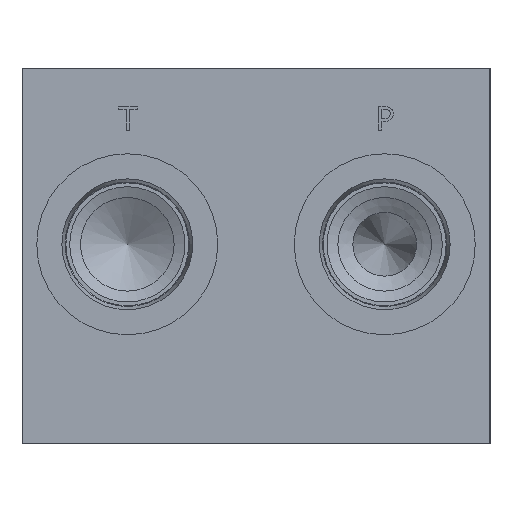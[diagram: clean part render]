
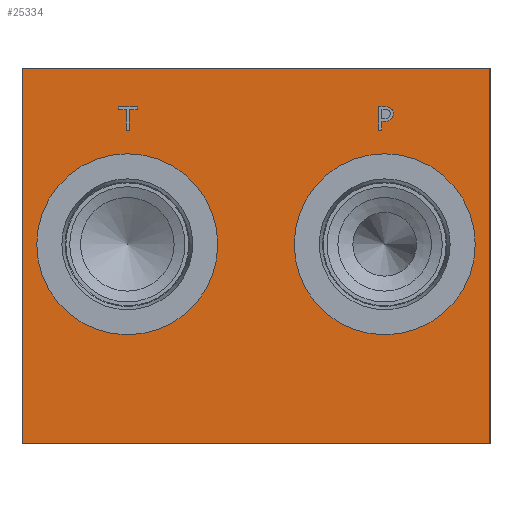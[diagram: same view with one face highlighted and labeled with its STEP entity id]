
A CAD part, left-side view. The second image highlights one B-rep face of the part: STEP entity #25334.
In plain terms, the highlighted planar face has unit normal (-1, 0, 0).
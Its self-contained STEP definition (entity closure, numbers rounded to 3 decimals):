
#674=FACE_BOUND('',#4773,.T.);
#675=FACE_BOUND('',#4774,.T.);
#676=FACE_BOUND('',#4775,.T.);
#677=FACE_BOUND('',#4776,.T.);
#1360=PLANE('',#26368);
#3316=FACE_OUTER_BOUND('',#4772,.T.);
#4772=EDGE_LOOP('',(#22278,#22279,#22280,#22281));
#4773=EDGE_LOOP('',(#22282,#22283));
#4774=EDGE_LOOP('',(#22284,#22285));
#4775=EDGE_LOOP('',(#22286,#22287,#22288,#22289,#22290,#22291,#22292,#22293));
#4776=EDGE_LOOP('',(#22294,#22295,#22296,#22297,#22298,#22299,#22300,#22301,
#22302));
#6015=B_SPLINE_CURVE_WITH_KNOTS('',2,(#42898,#42899,#42900,#42901),
 .UNSPECIFIED.,.F.,.F.,(3,1,3),(0.,1.,2.),.UNSPECIFIED.);
#6017=B_SPLINE_CURVE_WITH_KNOTS('',2,(#42919,#42920,#42921,#42922),
 .UNSPECIFIED.,.F.,.F.,(3,1,3),(0.,1.,2.),.UNSPECIFIED.);
#6019=B_SPLINE_CURVE_WITH_KNOTS('',2,(#42968,#42969,#42970,#42971),
 .UNSPECIFIED.,.F.,.F.,(3,1,3),(0.,1.,2.),.UNSPECIFIED.);
#6021=B_SPLINE_CURVE_WITH_KNOTS('',2,(#42986,#42987,#42988,#42989),
 .UNSPECIFIED.,.F.,.F.,(3,1,3),(0.,1.,2.),.UNSPECIFIED.);
#6091=CIRCLE('',#26369,24.562);
#6092=CIRCLE('',#26370,24.562);
#6093=CIRCLE('',#26371,24.562);
#6094=CIRCLE('',#26372,24.562);
#6708=LINE('',#32826,#8893);
#6885=LINE('',#34064,#9070);
#7184=LINE('',#35654,#9369);
#8507=LINE('',#42931,#10692);
#8510=LINE('',#42937,#10695);
#8513=LINE('',#42943,#10698);
#8516=LINE('',#42949,#10701);
#8519=LINE('',#42955,#10704);
#8523=LINE('',#42996,#10708);
#8524=LINE('',#43007,#10709);
#8525=LINE('',#43009,#10710);
#8526=LINE('',#43011,#10711);
#8527=LINE('',#43013,#10712);
#8528=LINE('',#43015,#10713);
#8529=LINE('',#43017,#10714);
#8530=LINE('',#43019,#10715);
#8531=LINE('',#43020,#10716);
#8893=VECTOR('',#27409,10.);
#9070=VECTOR('',#27708,10.);
#9369=VECTOR('',#28071,10.);
#10692=VECTOR('',#30424,10.);
#10695=VECTOR('',#30429,10.);
#10698=VECTOR('',#30434,10.);
#10701=VECTOR('',#30439,10.);
#10704=VECTOR('',#30444,10.);
#10708=VECTOR('',#30452,10.);
#10709=VECTOR('',#30461,10.);
#10710=VECTOR('',#30462,10.);
#10711=VECTOR('',#30463,10.);
#10712=VECTOR('',#30464,10.);
#10713=VECTOR('',#30465,10.);
#10714=VECTOR('',#30466,10.);
#10715=VECTOR('',#30467,10.);
#10716=VECTOR('',#30468,10.);
#11068=VERTEX_POINT('',#32822);
#11070=VERTEX_POINT('',#32825);
#11310=VERTEX_POINT('',#34062);
#11761=VERTEX_POINT('',#35653);
#12810=VERTEX_POINT('',#42896);
#12811=VERTEX_POINT('',#42897);
#12814=VERTEX_POINT('',#42918);
#12816=VERTEX_POINT('',#42930);
#12818=VERTEX_POINT('',#42936);
#12820=VERTEX_POINT('',#42942);
#12822=VERTEX_POINT('',#42948);
#12824=VERTEX_POINT('',#42954);
#12826=VERTEX_POINT('',#42967);
#12828=VERTEX_POINT('',#42997);
#12829=VERTEX_POINT('',#42998);
#12830=VERTEX_POINT('',#43001);
#12831=VERTEX_POINT('',#43002);
#12832=VERTEX_POINT('',#43005);
#12833=VERTEX_POINT('',#43006);
#12834=VERTEX_POINT('',#43008);
#12835=VERTEX_POINT('',#43010);
#12836=VERTEX_POINT('',#43012);
#12837=VERTEX_POINT('',#43014);
#12838=VERTEX_POINT('',#43016);
#12839=VERTEX_POINT('',#43018);
#13530=EDGE_CURVE('',#11070,#11068,#6708,.T.);
#13841=EDGE_CURVE('',#11068,#11310,#6885,.T.);
#14324=EDGE_CURVE('',#11070,#11761,#7184,.T.);
#16116=EDGE_CURVE('',#12810,#12811,#6015,.T.);
#16120=EDGE_CURVE('',#12814,#12810,#6017,.T.);
#16123=EDGE_CURVE('',#12816,#12814,#8507,.T.);
#16126=EDGE_CURVE('',#12818,#12816,#8510,.T.);
#16129=EDGE_CURVE('',#12820,#12818,#8513,.T.);
#16132=EDGE_CURVE('',#12822,#12820,#8516,.T.);
#16135=EDGE_CURVE('',#12824,#12822,#8519,.T.);
#16138=EDGE_CURVE('',#12826,#12824,#6019,.T.);
#16141=EDGE_CURVE('',#12811,#12826,#6021,.T.);
#16143=EDGE_CURVE('',#11761,#11310,#8523,.T.);
#16144=EDGE_CURVE('',#12828,#12829,#6091,.T.);
#16145=EDGE_CURVE('',#12829,#12828,#6092,.T.);
#16146=EDGE_CURVE('',#12830,#12831,#6093,.T.);
#16147=EDGE_CURVE('',#12831,#12830,#6094,.T.);
#16148=EDGE_CURVE('',#12832,#12833,#8524,.T.);
#16149=EDGE_CURVE('',#12833,#12834,#8525,.T.);
#16150=EDGE_CURVE('',#12834,#12835,#8526,.T.);
#16151=EDGE_CURVE('',#12835,#12836,#8527,.T.);
#16152=EDGE_CURVE('',#12836,#12837,#8528,.T.);
#16153=EDGE_CURVE('',#12837,#12838,#8529,.T.);
#16154=EDGE_CURVE('',#12838,#12839,#8530,.T.);
#16155=EDGE_CURVE('',#12839,#12832,#8531,.T.);
#22278=ORIENTED_EDGE('',*,*,#13530,.T.);
#22279=ORIENTED_EDGE('',*,*,#13841,.T.);
#22280=ORIENTED_EDGE('',*,*,#16143,.F.);
#22281=ORIENTED_EDGE('',*,*,#14324,.F.);
#22282=ORIENTED_EDGE('',*,*,#16144,.T.);
#22283=ORIENTED_EDGE('',*,*,#16145,.T.);
#22284=ORIENTED_EDGE('',*,*,#16146,.T.);
#22285=ORIENTED_EDGE('',*,*,#16147,.T.);
#22286=ORIENTED_EDGE('',*,*,#16148,.T.);
#22287=ORIENTED_EDGE('',*,*,#16149,.T.);
#22288=ORIENTED_EDGE('',*,*,#16150,.T.);
#22289=ORIENTED_EDGE('',*,*,#16151,.T.);
#22290=ORIENTED_EDGE('',*,*,#16152,.T.);
#22291=ORIENTED_EDGE('',*,*,#16153,.T.);
#22292=ORIENTED_EDGE('',*,*,#16154,.T.);
#22293=ORIENTED_EDGE('',*,*,#16155,.T.);
#22294=ORIENTED_EDGE('',*,*,#16116,.T.);
#22295=ORIENTED_EDGE('',*,*,#16141,.T.);
#22296=ORIENTED_EDGE('',*,*,#16138,.T.);
#22297=ORIENTED_EDGE('',*,*,#16135,.T.);
#22298=ORIENTED_EDGE('',*,*,#16132,.T.);
#22299=ORIENTED_EDGE('',*,*,#16129,.T.);
#22300=ORIENTED_EDGE('',*,*,#16126,.T.);
#22301=ORIENTED_EDGE('',*,*,#16123,.T.);
#22302=ORIENTED_EDGE('',*,*,#16120,.T.);
#25334=ADVANCED_FACE('',(#3316,#674,#675,#676,#677),#1360,.T.);
#26368=AXIS2_PLACEMENT_3D('',#42995,#30450,#30451);
#26369=AXIS2_PLACEMENT_3D('',#42999,#30453,#30454);
#26370=AXIS2_PLACEMENT_3D('',#43000,#30455,#30456);
#26371=AXIS2_PLACEMENT_3D('',#43003,#30457,#30458);
#26372=AXIS2_PLACEMENT_3D('',#43004,#30459,#30460);
#27409=DIRECTION('',(0.,-1.,0.));
#27708=DIRECTION('',(0.,0.,1.));
#28071=DIRECTION('',(0.,0.,1.));
#30424=DIRECTION('',(0.,-1.,0.));
#30429=DIRECTION('',(0.,0.,1.));
#30434=DIRECTION('',(0.,1.,0.));
#30439=DIRECTION('',(0.,0.,-1.));
#30444=DIRECTION('',(0.,1.,0.));
#30450=DIRECTION('center_axis',(-1.,0.,0.));
#30451=DIRECTION('ref_axis',(0.,-1.,0.));
#30452=DIRECTION('',(0.,-1.,0.));
#30453=DIRECTION('center_axis',(1.,0.,0.));
#30454=DIRECTION('ref_axis',(0.,0.,1.));
#30455=DIRECTION('center_axis',(1.,0.,0.));
#30456=DIRECTION('ref_axis',(0.,0.,1.));
#30457=DIRECTION('center_axis',(1.,0.,0.));
#30458=DIRECTION('ref_axis',(0.,1.,0.));
#30459=DIRECTION('center_axis',(1.,0.,0.));
#30460=DIRECTION('ref_axis',(0.,1.,0.));
#30461=DIRECTION('',(0.,1.,0.));
#30462=DIRECTION('',(0.,0.,1.));
#30463=DIRECTION('',(0.,1.,0.));
#30464=DIRECTION('',(0.,0.,1.));
#30465=DIRECTION('',(0.,-1.,0.));
#30466=DIRECTION('',(0.,0.,-1.));
#30467=DIRECTION('',(0.,1.,0.));
#30468=DIRECTION('',(0.,0.,-1.));
#32822=CARTESIAN_POINT('',(0.,0.,0.));
#32825=CARTESIAN_POINT('',(0.,127.,0.));
#32826=CARTESIAN_POINT('',(0.,127.,0.));
#34062=CARTESIAN_POINT('',(0.,0.,101.6));
#34064=CARTESIAN_POINT('',(0.,0.,0.));
#35653=CARTESIAN_POINT('',(0.,127.,101.6));
#35654=CARTESIAN_POINT('',(0.,127.,0.));
#42896=CARTESIAN_POINT('',(0.,26.96,90.917));
#42897=CARTESIAN_POINT('',(0.,26.204,89.399));
#42898=CARTESIAN_POINT('Ctrl Pts',(0.,26.96,90.917));
#42899=CARTESIAN_POINT('Ctrl Pts',(0.,26.605,90.675));
#42900=CARTESIAN_POINT('Ctrl Pts',(0.,26.204,89.929));
#42901=CARTESIAN_POINT('Ctrl Pts',(0.,26.204,89.399));
#42918=CARTESIAN_POINT('',(0.,28.623,91.313));
#42919=CARTESIAN_POINT('Ctrl Pts',(0.,28.623,91.313));
#42920=CARTESIAN_POINT('Ctrl Pts',(0.,28.057,91.313));
#42921=CARTESIAN_POINT('Ctrl Pts',(0.,27.264,91.128));
#42922=CARTESIAN_POINT('Ctrl Pts',(0.,26.96,90.917));
#42930=CARTESIAN_POINT('',(0.,30.218,91.313));
#42931=CARTESIAN_POINT('',(0.,78.609,91.313));
#42936=CARTESIAN_POINT('',(0.,30.218,84.963));
#42937=CARTESIAN_POINT('',(0.,30.218,42.481));
#42942=CARTESIAN_POINT('',(0.,29.374,84.963));
#42943=CARTESIAN_POINT('',(0.,78.187,84.963));
#42948=CARTESIAN_POINT('',(0.,29.374,87.33));
#42949=CARTESIAN_POINT('',(0.,29.374,43.665));
#42954=CARTESIAN_POINT('',(0.,28.659,87.33));
#42955=CARTESIAN_POINT('',(0.,77.829,87.33));
#42967=CARTESIAN_POINT('',(0.,26.76,87.989));
#42968=CARTESIAN_POINT('Ctrl Pts',(0.,26.76,87.989));
#42969=CARTESIAN_POINT('Ctrl Pts',(0.,27.089,87.665));
#42970=CARTESIAN_POINT('Ctrl Pts',(0.,27.979,87.33));
#42971=CARTESIAN_POINT('Ctrl Pts',(0.,28.659,87.33));
#42986=CARTESIAN_POINT('Ctrl Pts',(0.,26.204,89.399));
#42987=CARTESIAN_POINT('Ctrl Pts',(0.,26.204,88.987));
#42988=CARTESIAN_POINT('Ctrl Pts',(0.,26.497,88.246));
#42989=CARTESIAN_POINT('Ctrl Pts',(0.,26.76,87.989));
#42995=CARTESIAN_POINT('Origin',(0.,127.,0.));
#42996=CARTESIAN_POINT('',(0.,127.,101.6));
#42997=CARTESIAN_POINT('',(0.,98.425,78.537));
#42998=CARTESIAN_POINT('',(0.,98.425,29.413));
#42999=CARTESIAN_POINT('Origin',(0.,98.425,53.975));
#43000=CARTESIAN_POINT('Origin',(0.,98.425,53.975));
#43001=CARTESIAN_POINT('',(0.,53.137,53.975));
#43002=CARTESIAN_POINT('',(0.,4.013,53.975));
#43003=CARTESIAN_POINT('Origin',(0.,28.575,53.975));
#43004=CARTESIAN_POINT('Origin',(0.,28.575,53.975));
#43005=CARTESIAN_POINT('',(0.,97.837,84.931));
#43006=CARTESIAN_POINT('',(0.,98.681,84.931));
#43007=CARTESIAN_POINT('',(0.,112.419,84.931));
#43008=CARTESIAN_POINT('',(0.,98.681,90.53));
#43009=CARTESIAN_POINT('',(0.,98.681,42.466));
#43010=CARTESIAN_POINT('',(0.,100.811,90.53));
#43011=CARTESIAN_POINT('',(0.,112.841,90.53));
#43012=CARTESIAN_POINT('',(0.,100.811,91.281));
#43013=CARTESIAN_POINT('',(0.,100.811,45.265));
#43014=CARTESIAN_POINT('',(0.,95.707,91.281));
#43015=CARTESIAN_POINT('',(0.,113.906,91.281));
#43016=CARTESIAN_POINT('',(0.,95.707,90.53));
#43017=CARTESIAN_POINT('',(0.,95.707,45.641));
#43018=CARTESIAN_POINT('',(0.,97.837,90.53));
#43019=CARTESIAN_POINT('',(0.,111.353,90.53));
#43020=CARTESIAN_POINT('',(0.,97.837,45.265));
